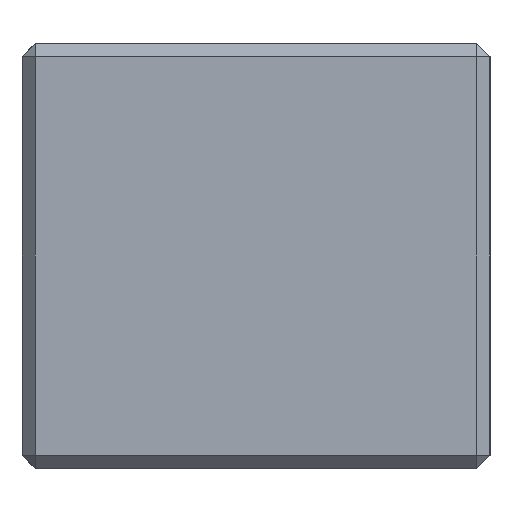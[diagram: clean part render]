
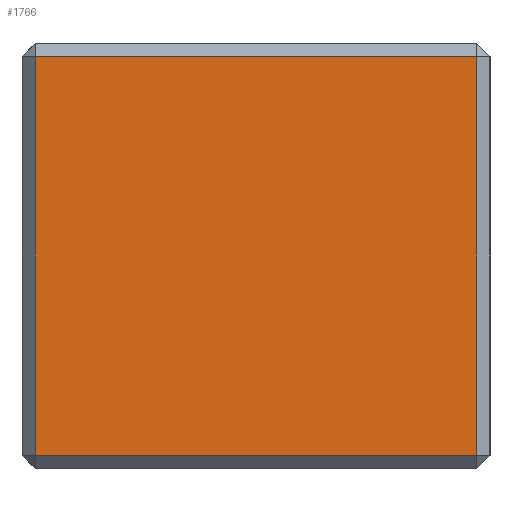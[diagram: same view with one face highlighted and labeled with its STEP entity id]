
A CAD part, left-side view. The second image highlights one B-rep face of the part: STEP entity #1766.
In plain terms, the highlighted planar face has unit normal (-1, 0, 0).
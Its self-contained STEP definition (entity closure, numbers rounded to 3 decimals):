
#330 = PLANE('',#331);
#331 = AXIS2_PLACEMENT_3D('',#332,#333,#334);
#332 = CARTESIAN_POINT('',(-18.875,-4.275,-4.));
#333 = DIRECTION('',(-0.707,-0.707,0.));
#334 = DIRECTION('',(-0.,-0.,-1.));
#789 = VERTEX_POINT('',#790);
#790 = CARTESIAN_POINT('',(-19.,-4.15,-3.75));
#811 = EDGE_CURVE('',#789,#812,#814,.T.);
#812 = VERTEX_POINT('',#813);
#813 = CARTESIAN_POINT('',(-19.,-4.15,3.75));
#814 = SURFACE_CURVE('',#815,(#819,#826),.PCURVE_S1.);
#815 = LINE('',#816,#817);
#816 = CARTESIAN_POINT('',(-19.,-4.15,-4.));
#817 = VECTOR('',#818,1.);
#818 = DIRECTION('',(0.,0.,1.));
#819 = PCURVE('',#330,#820);
#820 = DEFINITIONAL_REPRESENTATION('',(#821),#825);
#821 = LINE('',#822,#823);
#822 = CARTESIAN_POINT('',(-0.,-0.177));
#823 = VECTOR('',#824,1.);
#824 = DIRECTION('',(-1.,0.));
#825 = ( GEOMETRIC_REPRESENTATION_CONTEXT(2) 
PARAMETRIC_REPRESENTATION_CONTEXT() REPRESENTATION_CONTEXT('2D SPACE',''
  ) );
#826 = PCURVE('',#827,#832);
#827 = PLANE('',#828);
#828 = AXIS2_PLACEMENT_3D('',#829,#830,#831);
#829 = CARTESIAN_POINT('',(-19.,-4.4,-4.));
#830 = DIRECTION('',(-1.,0.,0.));
#831 = DIRECTION('',(0.,1.,0.));
#832 = DEFINITIONAL_REPRESENTATION('',(#833),#837);
#833 = LINE('',#834,#835);
#834 = CARTESIAN_POINT('',(0.25,0.));
#835 = VECTOR('',#836,1.);
#836 = DIRECTION('',(0.,-1.));
#837 = ( GEOMETRIC_REPRESENTATION_CONTEXT(2) 
PARAMETRIC_REPRESENTATION_CONTEXT() REPRESENTATION_CONTEXT('2D SPACE',''
  ) );
#1299 = PLANE('',#1300);
#1300 = AXIS2_PLACEMENT_3D('',#1301,#1302,#1303);
#1301 = CARTESIAN_POINT('',(-18.875,4.275,-4.));
#1302 = DIRECTION('',(-0.707,0.707,0.));
#1303 = DIRECTION('',(-0.,-0.,-1.));
#1486 = PLANE('',#1487);
#1487 = AXIS2_PLACEMENT_3D('',#1488,#1489,#1490);
#1488 = CARTESIAN_POINT('',(-18.875,-4.4,-3.875));
#1489 = DIRECTION('',(0.707,0.,0.707));
#1490 = DIRECTION('',(0.,1.,0.));
#1766 = ADVANCED_FACE('',(#1767),#827,.T.);
#1767 = FACE_BOUND('',#1768,.T.);
#1768 = EDGE_LOOP('',(#1769,#1792,#1793,#1821));
#1769 = ORIENTED_EDGE('',*,*,#1770,.F.);
#1770 = EDGE_CURVE('',#789,#1771,#1773,.T.);
#1771 = VERTEX_POINT('',#1772);
#1772 = CARTESIAN_POINT('',(-19.,4.15,-3.75));
#1773 = SURFACE_CURVE('',#1774,(#1778,#1785),.PCURVE_S1.);
#1774 = LINE('',#1775,#1776);
#1775 = CARTESIAN_POINT('',(-19.,-4.4,-3.75));
#1776 = VECTOR('',#1777,1.);
#1777 = DIRECTION('',(0.,1.,0.));
#1778 = PCURVE('',#827,#1779);
#1779 = DEFINITIONAL_REPRESENTATION('',(#1780),#1784);
#1780 = LINE('',#1781,#1782);
#1781 = CARTESIAN_POINT('',(0.,-0.25));
#1782 = VECTOR('',#1783,1.);
#1783 = DIRECTION('',(1.,0.));
#1784 = ( GEOMETRIC_REPRESENTATION_CONTEXT(2) 
PARAMETRIC_REPRESENTATION_CONTEXT() REPRESENTATION_CONTEXT('2D SPACE',''
  ) );
#1785 = PCURVE('',#1486,#1786);
#1786 = DEFINITIONAL_REPRESENTATION('',(#1787),#1791);
#1787 = LINE('',#1788,#1789);
#1788 = CARTESIAN_POINT('',(0.,0.177));
#1789 = VECTOR('',#1790,1.);
#1790 = DIRECTION('',(1.,0.));
#1791 = ( GEOMETRIC_REPRESENTATION_CONTEXT(2) 
PARAMETRIC_REPRESENTATION_CONTEXT() REPRESENTATION_CONTEXT('2D SPACE',''
  ) );
#1792 = ORIENTED_EDGE('',*,*,#811,.T.);
#1793 = ORIENTED_EDGE('',*,*,#1794,.T.);
#1794 = EDGE_CURVE('',#812,#1795,#1797,.T.);
#1795 = VERTEX_POINT('',#1796);
#1796 = CARTESIAN_POINT('',(-19.,4.15,3.75));
#1797 = SURFACE_CURVE('',#1798,(#1802,#1809),.PCURVE_S1.);
#1798 = LINE('',#1799,#1800);
#1799 = CARTESIAN_POINT('',(-19.,-4.4,3.75));
#1800 = VECTOR('',#1801,1.);
#1801 = DIRECTION('',(0.,1.,0.));
#1802 = PCURVE('',#827,#1803);
#1803 = DEFINITIONAL_REPRESENTATION('',(#1804),#1808);
#1804 = LINE('',#1805,#1806);
#1805 = CARTESIAN_POINT('',(0.,-7.75));
#1806 = VECTOR('',#1807,1.);
#1807 = DIRECTION('',(1.,0.));
#1808 = ( GEOMETRIC_REPRESENTATION_CONTEXT(2) 
PARAMETRIC_REPRESENTATION_CONTEXT() REPRESENTATION_CONTEXT('2D SPACE',''
  ) );
#1809 = PCURVE('',#1810,#1815);
#1810 = PLANE('',#1811);
#1811 = AXIS2_PLACEMENT_3D('',#1812,#1813,#1814);
#1812 = CARTESIAN_POINT('',(-18.875,-4.4,3.875));
#1813 = DIRECTION('',(-0.707,0.,0.707));
#1814 = DIRECTION('',(0.,1.,0.));
#1815 = DEFINITIONAL_REPRESENTATION('',(#1816),#1820);
#1816 = LINE('',#1817,#1818);
#1817 = CARTESIAN_POINT('',(0.,0.177));
#1818 = VECTOR('',#1819,1.);
#1819 = DIRECTION('',(1.,0.));
#1820 = ( GEOMETRIC_REPRESENTATION_CONTEXT(2) 
PARAMETRIC_REPRESENTATION_CONTEXT() REPRESENTATION_CONTEXT('2D SPACE',''
  ) );
#1821 = ORIENTED_EDGE('',*,*,#1822,.F.);
#1822 = EDGE_CURVE('',#1771,#1795,#1823,.T.);
#1823 = SURFACE_CURVE('',#1824,(#1828,#1835),.PCURVE_S1.);
#1824 = LINE('',#1825,#1826);
#1825 = CARTESIAN_POINT('',(-19.,4.15,-4.));
#1826 = VECTOR('',#1827,1.);
#1827 = DIRECTION('',(0.,0.,1.));
#1828 = PCURVE('',#827,#1829);
#1829 = DEFINITIONAL_REPRESENTATION('',(#1830),#1834);
#1830 = LINE('',#1831,#1832);
#1831 = CARTESIAN_POINT('',(8.55,0.));
#1832 = VECTOR('',#1833,1.);
#1833 = DIRECTION('',(0.,-1.));
#1834 = ( GEOMETRIC_REPRESENTATION_CONTEXT(2) 
PARAMETRIC_REPRESENTATION_CONTEXT() REPRESENTATION_CONTEXT('2D SPACE',''
  ) );
#1835 = PCURVE('',#1299,#1836);
#1836 = DEFINITIONAL_REPRESENTATION('',(#1837),#1841);
#1837 = LINE('',#1838,#1839);
#1838 = CARTESIAN_POINT('',(-0.,0.177));
#1839 = VECTOR('',#1840,1.);
#1840 = DIRECTION('',(-1.,0.));
#1841 = ( GEOMETRIC_REPRESENTATION_CONTEXT(2) 
PARAMETRIC_REPRESENTATION_CONTEXT() REPRESENTATION_CONTEXT('2D SPACE',''
  ) );
